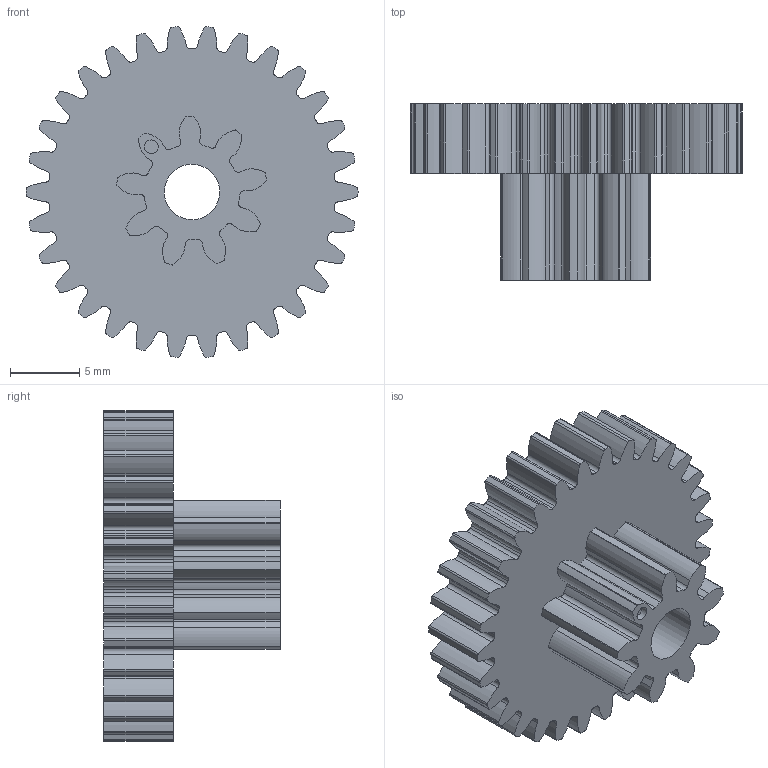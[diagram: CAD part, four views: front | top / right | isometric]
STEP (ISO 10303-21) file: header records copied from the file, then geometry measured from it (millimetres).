
FILE_DESCRIPTION(/* description */ (''),/* implementation_level */ '2;1');
FILE_NAME(/* name */ 'ACWA-0015_ASM.step',/* time_stamp */ '2024-03-11T10:23:21+01:00',/* author */ (''),/* organization */ (''),/* preprocessor_version */ 'ST-DEVELOPER v20',/* originating_system */ 'Autodesk Translation Framework v12.20.1.177',/* authorisation */ '');
FILE_SCHEMA (('AUTOMOTIVE_DESIGN { 1 0 10303 214 3 1 1 }'));
Length unit declared in the file: millimetre
Products named in the file (3): ACWA-0015_ASM; ACWA-0015-1_AF0; ACWA-0015-2_AF0
Assembly tree (2 placements, depth 2):
  ACWA-0015_ASM
    ACWA-0015-1_AF0
    ACWA-0015-2_AF0
Bounding box: 23.92 x 12.7 x 23.83 mm (x, y, z)
Volume: 2268.1 mm3; surface area: 2104 mm2
Topology: 2 solids, 2 shells, 339 faces, 1002 edges, 668 vertices
Faces by surface type: cylinder 237, bspline 78, plane 23, cone 1
Full cylindrical faces by diameter (mm): 1 x1, 4 x2
Entity records: 12272 total; most frequent: CARTESIAN_POINT 3178, ORIENTED_EDGE 2004, DIRECTION 1854, EDGE_CURVE 1002, AXIS2_PLACEMENT_3D 742, VERTEX_POINT 668, CIRCLE 476, LINE 370
